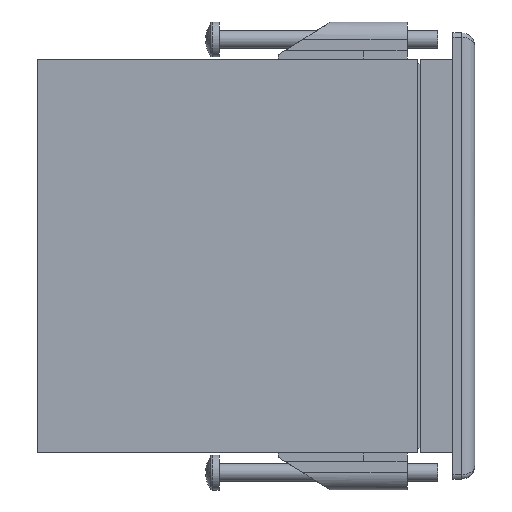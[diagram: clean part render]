
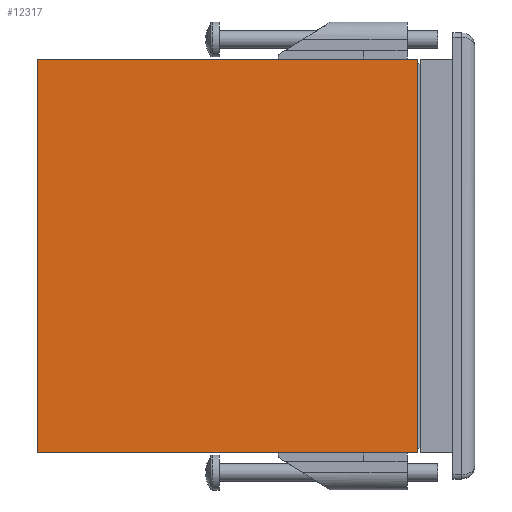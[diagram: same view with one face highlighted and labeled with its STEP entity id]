
A CAD part, front view. The second image highlights one B-rep face of the part: STEP entity #12317.
In plain terms, the highlighted planar face has unit normal (0, -1, 0).
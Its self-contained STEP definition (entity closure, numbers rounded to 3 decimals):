
#7184 = VECTOR ( 'NONE', #7221, 1000. ) ;
#7221 = DIRECTION ( 'NONE',  ( 1., 0., 0. ) ) ;
#7495 = LINE ( 'NONE', #7505, #7184 ) ;
#7505 = CARTESIAN_POINT ( 'NONE',  ( 0., 0., 78. ) ) ;
#8283 = CARTESIAN_POINT ( 'NONE',  ( 0., 0., 78. ) ) ;
#8366 = CARTESIAN_POINT ( 'NONE',  ( 0., 0., 78. ) ) ;
#8376 = CARTESIAN_POINT ( 'NONE',  ( 90., 0., -9. ) ) ;
#8383 = DIRECTION ( 'NONE',  ( 0., 0., -1. ) ) ;
#8385 = VECTOR ( 'NONE', #8383, 1000. ) ;
#8386 = CARTESIAN_POINT ( 'NONE',  ( 90., 0., 78. ) ) ;
#8393 = FACE_OUTER_BOUND ( 'NONE', #12106, .T. ) ;
#8397 = CARTESIAN_POINT ( 'NONE',  ( 90., 0., 78. ) ) ;
#8399 = LINE ( 'NONE', #8386, #8385 ) ;
#8408 = PLANE ( 'NONE',  #8478 ) ;
#8471 = DIRECTION ( 'NONE',  ( 0., 0., 1. ) ) ;
#8472 = DIRECTION ( 'NONE',  ( 0., 1., 0. ) ) ;
#8478 = AXIS2_PLACEMENT_3D ( 'NONE', #8366, #8472, #8471 ) ;
#8504 = DIRECTION ( 'NONE',  ( -1., 0., 0. ) ) ;
#8505 = VECTOR ( 'NONE', #8504, 1000. ) ;
#8506 = CARTESIAN_POINT ( 'NONE',  ( 90., 0., -9. ) ) ;
#8507 = LINE ( 'NONE', #8506, #8505 ) ;
#8513 = DIRECTION ( 'NONE',  ( 0., 0., -1. ) ) ;
#8514 = VECTOR ( 'NONE', #8513, 1000. ) ;
#8515 = CARTESIAN_POINT ( 'NONE',  ( 0., 0., 78. ) ) ;
#8537 = LINE ( 'NONE', #8515, #8514 ) ;
#8559 = CARTESIAN_POINT ( 'NONE',  ( 0., 0., -9. ) ) ;
#12035 = VERTEX_POINT ( 'NONE', #8283 ) ;
#12054 = EDGE_CURVE ( 'NONE', #12035, #12289, #7495, .T. ) ;
#12101 = VERTEX_POINT ( 'NONE', #8559 ) ;
#12106 = EDGE_LOOP ( 'NONE', ( #12322, #12296, #12320, #12324 ) ) ;
#12210 = EDGE_CURVE ( 'NONE', #12035, #12101, #8537, .T. ) ;
#12214 = EDGE_CURVE ( 'NONE', #12326, #12101, #8507, .T. ) ;
#12289 = VERTEX_POINT ( 'NONE', #8397 ) ;
#12296 = ORIENTED_EDGE ( 'NONE', *, *, #12214, .F. ) ;
#12297 = EDGE_CURVE ( 'NONE', #12289, #12326, #8399, .T. ) ;
#12317 = ADVANCED_FACE ( 'NONE', ( #8393 ), #8408, .F. ) ;
#12320 = ORIENTED_EDGE ( 'NONE', *, *, #12297, .F. ) ;
#12322 = ORIENTED_EDGE ( 'NONE', *, *, #12210, .T. ) ;
#12324 = ORIENTED_EDGE ( 'NONE', *, *, #12054, .F. ) ;
#12326 = VERTEX_POINT ( 'NONE', #8376 ) ;
